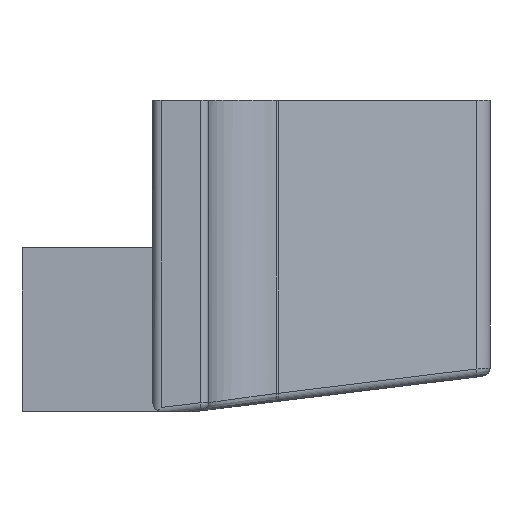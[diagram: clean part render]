
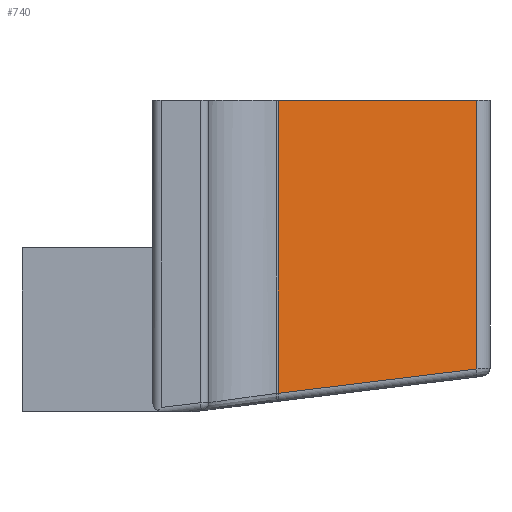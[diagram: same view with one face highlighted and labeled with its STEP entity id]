
A CAD part, left-side view. The second image highlights one B-rep face of the part: STEP entity #740.
In plain terms, the highlighted planar face has unit normal (-0.985, -0.174, 0).
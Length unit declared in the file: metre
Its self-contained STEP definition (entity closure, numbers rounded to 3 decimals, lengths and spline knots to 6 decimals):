
#91=LINE('',#1175,#149);
#117=LINE('',#1254,#175);
#118=LINE('',#1257,#176);
#119=LINE('',#1258,#177);
#149=VECTOR('',#921,1.);
#175=VECTOR('',#987,1.);
#176=VECTOR('',#988,1.);
#177=VECTOR('',#989,1.);
#260=ORIENTED_EDGE('',*,*,#477,.T.);
#261=ORIENTED_EDGE('',*,*,#478,.T.);
#262=ORIENTED_EDGE('',*,*,#438,.T.);
#263=ORIENTED_EDGE('',*,*,#479,.T.);
#438=EDGE_CURVE('',#550,#551,#91,.T.);
#477=EDGE_CURVE('',#583,#584,#117,.F.);
#478=EDGE_CURVE('',#584,#550,#118,.F.);
#479=EDGE_CURVE('',#551,#583,#119,.F.);
#550=VERTEX_POINT('',#1176);
#551=VERTEX_POINT('',#1177);
#583=VERTEX_POINT('',#1255);
#584=VERTEX_POINT('',#1256);
#627=EDGE_LOOP('',(#260,#261,#262,#263));
#675=FACE_BOUND('',#627,.T.);
#722=PLANE('',#819);
#740=ADVANCED_FACE('',(#675),#722,.F.);
#819=AXIS2_PLACEMENT_3D('',#1253,#985,#986);
#921=DIRECTION('',(-0.174,0.985,0.));
#985=DIRECTION('',(0.985,0.174,0.));
#986=DIRECTION('',(-0.174,0.985,0.));
#987=DIRECTION('',(-0.172,0.978,-0.12));
#988=DIRECTION('',(0.,0.,-1.));
#989=DIRECTION('',(0.,0.,1.));
#1175=CARTESIAN_POINT('',(-0.064154,0.036,0.04));
#1176=CARTESIAN_POINT('',(-0.063153,0.030326,0.04));
#1177=CARTESIAN_POINT('',(-0.06529,0.042442,0.04));
#1253=CARTESIAN_POINT('',(-0.064154,0.036,0.040002));
#1254=CARTESIAN_POINT('',(-0.063018,0.029558,0.023696));
#1255=CARTESIAN_POINT('',(-0.06529,0.042442,0.022114));
#1256=CARTESIAN_POINT('',(-0.063153,0.030326,0.023602));
#1257=CARTESIAN_POINT('',(-0.063153,0.030326,0.040002));
#1258=CARTESIAN_POINT('',(-0.06529,0.042442,0.022118));
